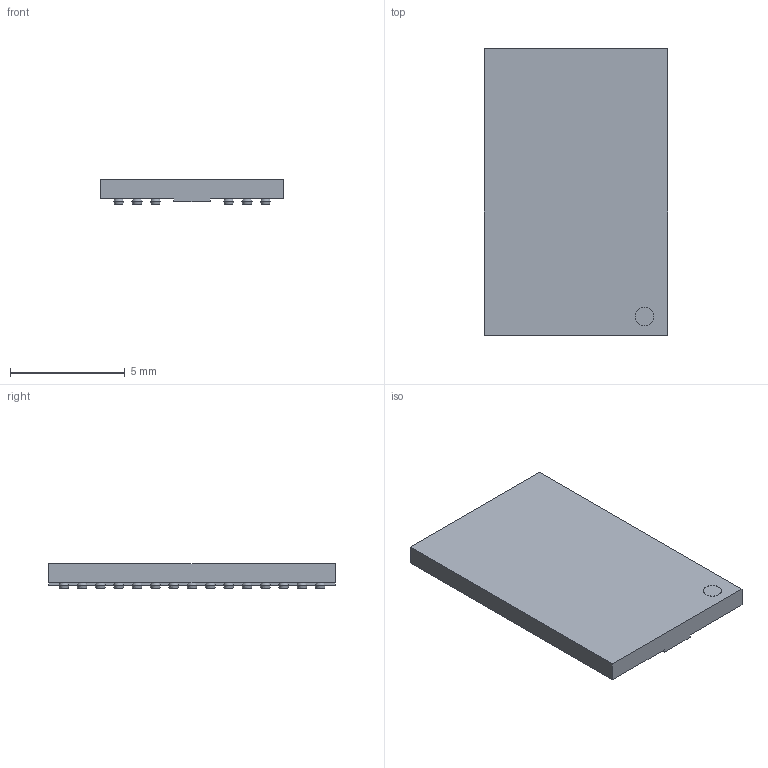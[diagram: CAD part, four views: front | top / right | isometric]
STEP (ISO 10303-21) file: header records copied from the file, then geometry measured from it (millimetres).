
FILE_DESCRIPTION(('FreeCAD Model'),'2;1');
FILE_NAME('User Library-BGA84_8M0X12M5.step', '2019-12-13T11:29:18',('kicad StepUp'),('ksu MCAD'), 'Open CASCADE STEP processor 7.2','FreeCAD','Unknown');
FILE_SCHEMA(('AUTOMOTIVE_DESIGN { 1 0 10303 214 1 1 1 1 }'));
Length unit declared in the file: millimetre
Products named in the file (1): User_Library-BGA84_8M0X12M5
Bounding box: 8 x 12.5 x 1.11 mm (x, y, z)
Volume: 90.5 mm3; surface area: 268.1 mm2
Topology: 1 solids, 1 shells, 265 faces, 870 edges, 524 vertices
Faces by surface type: bspline 168, plane 95, cylinder 2
Entity records: 13661 total; most frequent: CARTESIAN_POINT 6868, ORIENTED_EDGE 1068, DIRECTION 566, EDGE_CURVE 534, VERTEX_POINT 524, FACE_BOUND 518, EDGE_LOOP 518, B_SPLINE_CURVE_WITH_KNOTS 336
